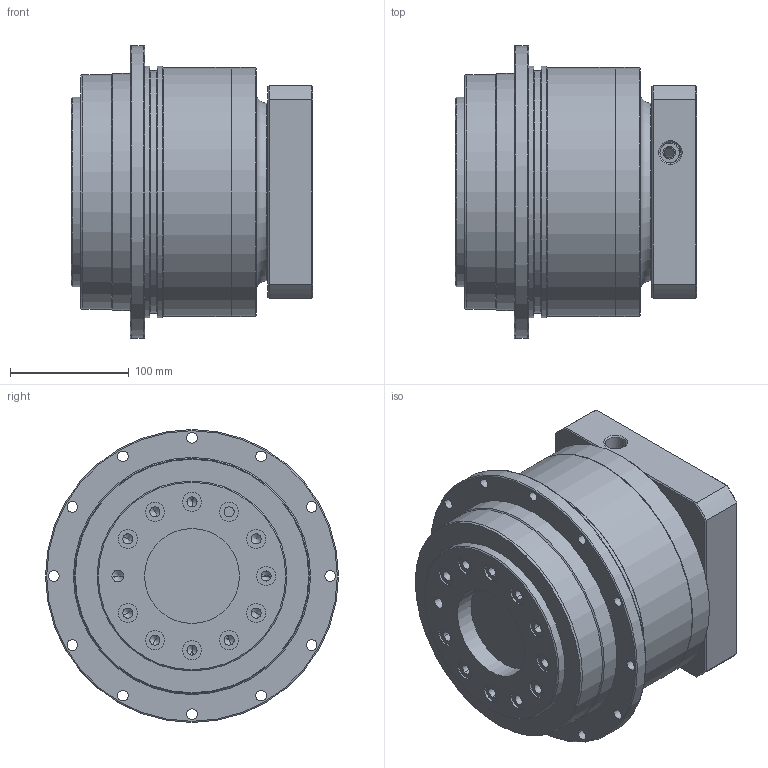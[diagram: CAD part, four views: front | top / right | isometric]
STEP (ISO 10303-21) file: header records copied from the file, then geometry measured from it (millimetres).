
FILE_DESCRIPTION(/* description */ (''),/* implementation_level */ '2;1');
FILE_NAME(/* name */ 'TD200-L1-35-114.3-200-M12-81.9-8.stp',/* time_stamp */ '2020-06-24T14:48:02+08:00',/* author */ (''),/* organization */ (''),/* preprocessor_version */ 'ST-DEVELOPER v16',/* originating_system */ 'SIEMENS PLM Software NX 10.0',/* authorisation */ '');
FILE_SCHEMA (('CONFIG_CONTROL_DESIGN'));
Length unit declared in the file: millimetre
Products named in the file (1): _model145
Bounding box: 204 x 247 x 247 mm (x, y, z)
Volume: 5716136.1 mm3; surface area: 464671.1 mm2
Topology: 5 solids, 5 shells, 364 faces, 836 edges, 489 vertices
Faces by surface type: cylinder 150, cone 129, plane 75, torus 10
Full cylindrical faces by diameter (mm): 2.5 x1, 8.5 x1, 9 x6, 10.3 x4, 10.5 x1, 15 x6, 16 x11, 17.5 x1, 21.47 x1, 35 x1, 64.1 x1, 64.5 x1, 65.5 x1, 69.6 x1, 70 x2, 75 x1, 80 x1, 90.4 x1, 94 x1, 110 x2, 114.3 x1, 150 x2, 160 x1, 198 x1, 200 x1, 204.6 x1, 210 x2, 212 x2, 247 x1
Entity records: 9459 total; most frequent: DIRECTION 1741, CARTESIAN_POINT 1658, ORIENTED_EDGE 1320, AXIS2_PLACEMENT_3D 745, EDGE_CURVE 660, EDGE_LOOP 562, VERTEX_POINT 464, CIRCLE 380
